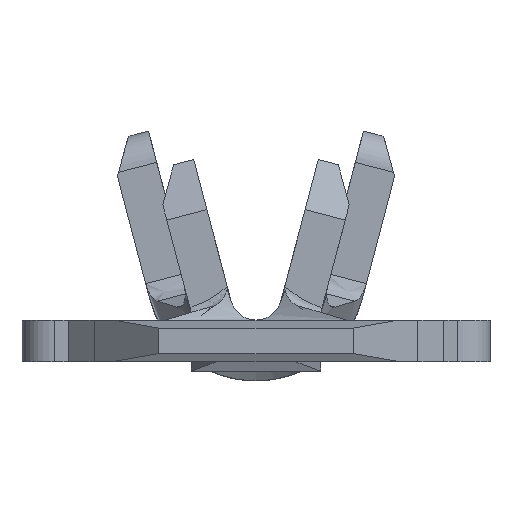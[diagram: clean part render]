
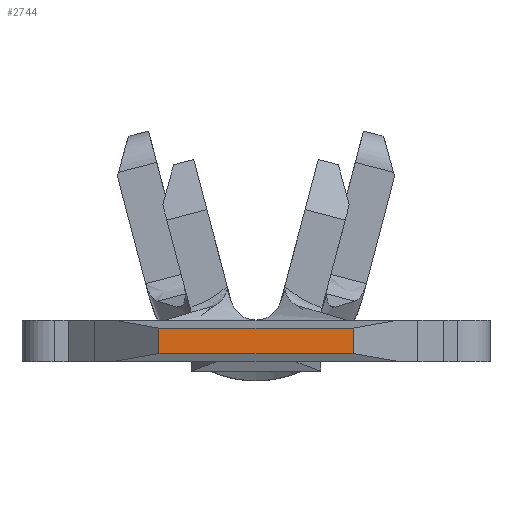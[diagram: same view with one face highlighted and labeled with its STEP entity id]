
A CAD part, left-side view. The second image highlights one B-rep face of the part: STEP entity #2744.
In plain terms, the highlighted planar face has unit normal (-1, 0, 0).
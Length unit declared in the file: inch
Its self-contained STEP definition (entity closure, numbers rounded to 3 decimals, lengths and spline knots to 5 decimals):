
#6 = DIRECTION ( 'NONE',  ( 0., 0., -1. ) ) ;
#489 = LINE ( 'NONE', #3443, #1924 ) ;
#745 = CARTESIAN_POINT ( 'NONE',  ( -0.178, 0.075, 0.016 ) ) ;
#872 = VERTEX_POINT ( 'NONE', #1792 ) ;
#1303 = DIRECTION ( 'NONE',  ( 0., 0., -1. ) ) ;
#1701 = AXIS2_PLACEMENT_3D ( 'NONE', #3757, #3253, #6 ) ;
#1792 = CARTESIAN_POINT ( 'NONE',  ( -0.178, 0.075, 0.00983 ) ) ;
#1825 = DIRECTION ( 'NONE',  ( 0., 0., -1. ) ) ;
#1924 = VECTOR ( 'NONE', #1825, 39.37008 ) ;
#2511 = VERTEX_POINT ( 'NONE', #4819 ) ;
#2709 = PLANE ( 'NONE',  #1701 ) ;
#2734 = ORIENTED_EDGE ( 'NONE', *, *, #3854, .F. ) ;
#2743 = EDGE_LOOP ( 'NONE', ( #3497, #6765, #2734, #5886 ) ) ;
#2744 = ADVANCED_FACE ( 'NONE', ( #4158 ), #2709, .F. ) ;
#3161 = LINE ( 'NONE', #3463, #5966 ) ;
#3253 = DIRECTION ( 'NONE',  ( 1., 0., 0. ) ) ;
#3406 = CARTESIAN_POINT ( 'NONE',  ( -0.178, -0.125, -0.00983 ) ) ;
#3443 = CARTESIAN_POINT ( 'NONE',  ( -0.178, -0.075, 0.016 ) ) ;
#3463 = CARTESIAN_POINT ( 'NONE',  ( -0.178, -0.125, 0.00983 ) ) ;
#3497 = ORIENTED_EDGE ( 'NONE', *, *, #3807, .T. ) ;
#3678 = LINE ( 'NONE', #745, #6446 ) ;
#3757 = CARTESIAN_POINT ( 'NONE',  ( -0.178, 0.075, 0.016 ) ) ;
#3807 = EDGE_CURVE ( 'NONE', #872, #4585, #3678, .T. ) ;
#3835 = EDGE_CURVE ( 'NONE', #2511, #4585, #5022, .T. ) ;
#3854 = EDGE_CURVE ( 'NONE', #5826, #2511, #489, .T. ) ;
#3881 = EDGE_CURVE ( 'NONE', #5826, #872, #3161, .T. ) ;
#4004 = CARTESIAN_POINT ( 'NONE',  ( -0.178, 0.075, -0.00983 ) ) ;
#4158 = FACE_OUTER_BOUND ( 'NONE', #2743, .T. ) ;
#4576 = DIRECTION ( 'NONE',  ( 0., 1., 0. ) ) ;
#4585 = VERTEX_POINT ( 'NONE', #4004 ) ;
#4819 = CARTESIAN_POINT ( 'NONE',  ( -0.178, -0.075, -0.00983 ) ) ;
#4854 = VECTOR ( 'NONE', #4576, 39.37008 ) ;
#5022 = LINE ( 'NONE', #3406, #4854 ) ;
#5705 = DIRECTION ( 'NONE',  ( 0., 1., 0. ) ) ;
#5826 = VERTEX_POINT ( 'NONE', #6533 ) ;
#5886 = ORIENTED_EDGE ( 'NONE', *, *, #3881, .T. ) ;
#5966 = VECTOR ( 'NONE', #5705, 39.37008 ) ;
#6446 = VECTOR ( 'NONE', #1303, 39.37008 ) ;
#6533 = CARTESIAN_POINT ( 'NONE',  ( -0.178, -0.075, 0.00983 ) ) ;
#6765 = ORIENTED_EDGE ( 'NONE', *, *, #3835, .F. ) ;
